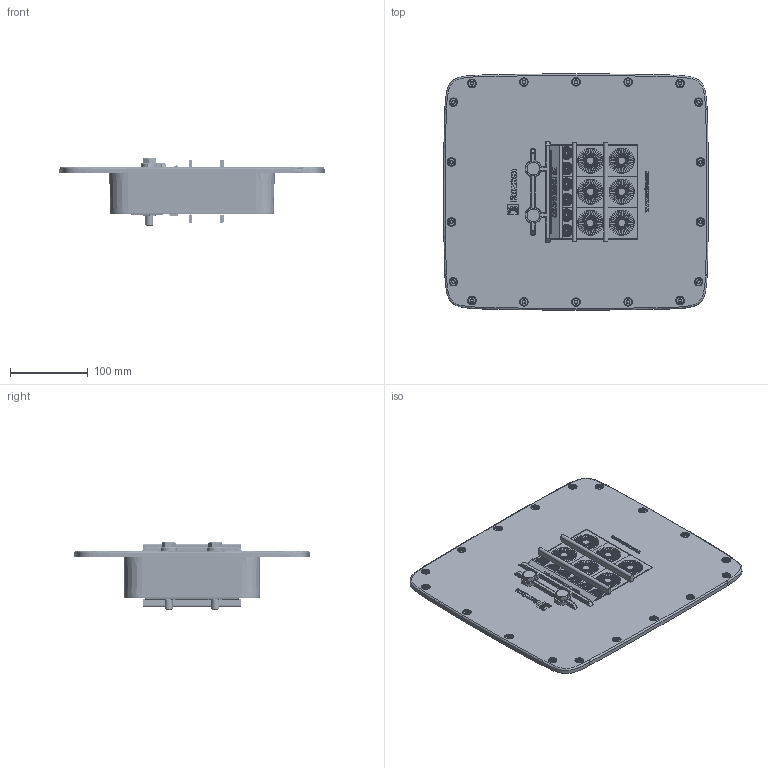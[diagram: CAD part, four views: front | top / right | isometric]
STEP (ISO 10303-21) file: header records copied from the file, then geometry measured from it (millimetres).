
FILE_DESCRIPTION((''),'2;1');
FILE_NAME('ComShelt S_12.stp','2009-05-12T13:22:39',('se-andrek'),(''),'Autodesk Inventor 2009','Autodesk Inventor 2009','');
FILE_SCHEMA(('AUTOMOTIVE_DESIGN { 1 0 10303 214 1 1 1 1 }'));
Length unit declared in the file: millimetre
Products named in the file (10): Assembly1; Copy of Part 1 design 2_reinforced_ut_mod till 243; kompgummi_utökat; ISO 4034 M10; bakplatta_2.5_reinforced_ut komp; Stayplate 120.stp; PART1; ISO 4017 M10 x 80; RM 40 10-32; RM 20w40
Assembly tree (19 placements, depth 3):
  Assembly1
    Copy of Part 1 design 2_reinforced_ut_mod till 243
    kompgummi_utökat
    ISO 4034 M10  x2
    bakplatta_2.5_reinforced_ut komp
    Stayplate 120.stp  x2
      PART1
    ISO 4017 M10 x 80  x2
    RM 40 10-32  x6
    RM 20w40  x3
Bounding box: 341.7 x 304.27 x 86.4 mm (x, y, z)
Volume: 1989599.4 mm3; surface area: 628751.6 mm2
Topology: 18 solids, 18 shells, 4428 faces, 10220 edges, 5948 vertices
Faces by surface type: bspline 1588, cylinder 1232, plane 1170, torus 258, cone 162, sphere 18
Full cylindrical faces by diameter (mm): 9.5 x12, 10 x2, 10.5 x2, 10.6 x2, 11.143 x12, 12.786 x12, 14.429 x12, 14.63 x2, 16.071 x12, 17.714 x12, 19.357 x12, 21 x12, 22.643 x12, 24.286 x12, 25.929 x12, 27.571 x12, 29.214 x12, 30.857 x12, 32.5 x12
Entity records: 203510 total; most frequent: CARTESIAN_POINT 120064, ORIENTED_EDGE 17954, DIRECTION 15878, EDGE_CURVE 8977, AXIS2_PLACEMENT_3D 6021, VERTEX_POINT 5395, EDGE_LOOP 4274, FACE_OUTER_BOUND 3928
